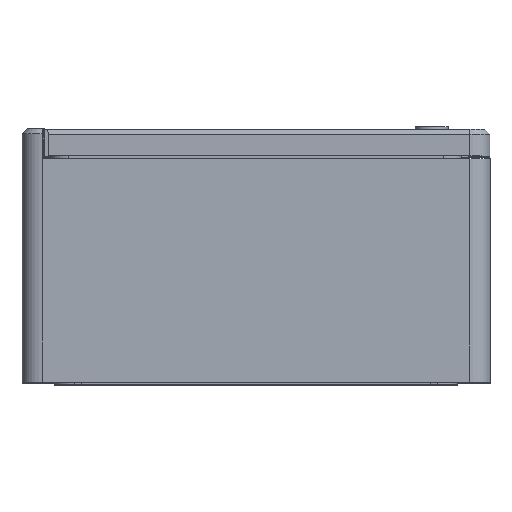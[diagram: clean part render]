
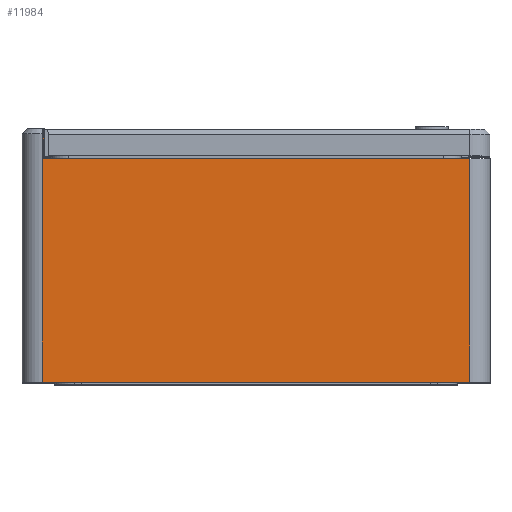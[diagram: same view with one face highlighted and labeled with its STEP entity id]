
A CAD part, top view. The second image highlights one B-rep face of the part: STEP entity #11984.
In plain terms, the highlighted planar face has unit normal (0, 0, 1).
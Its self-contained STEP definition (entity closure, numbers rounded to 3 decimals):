
#899 = LINE ( 'NONE', #45355, #1949 ) ;
#1949 = VECTOR ( 'NONE', #17318, 1000. ) ;
#2999 = EDGE_CURVE ( 'NONE', #26252, #6140, #39706, .T. ) ;
#3620 = DIRECTION ( 'NONE',  ( -1., 0., 0. ) ) ;
#3635 = CARTESIAN_POINT ( 'NONE',  ( 160., 167., 250. ) ) ;
#4123 = CARTESIAN_POINT ( 'NONE',  ( -159., 167., 250. ) ) ;
#5614 = CARTESIAN_POINT ( 'NONE',  ( -160., 185.7, 250. ) ) ;
#6140 = VERTEX_POINT ( 'NONE', #5614 ) ;
#6157 = EDGE_LOOP ( 'NONE', ( #34574, #37533, #27627, #36825, #26862, #22298 ) ) ;
#6236 = CARTESIAN_POINT ( 'NONE',  ( 160., 0., 250. ) ) ;
#6699 = EDGE_CURVE ( 'NONE', #50188, #16232, #44434, .T. ) ;
#7180 = CARTESIAN_POINT ( 'NONE',  ( 160., 185.7, 250. ) ) ;
#7330 = LINE ( 'NONE', #3635, #38558 ) ;
#7581 = DIRECTION ( 'NONE',  ( 0., 0., -1. ) ) ;
#8919 = VERTEX_POINT ( 'NONE', #30420 ) ;
#11557 = CARTESIAN_POINT ( 'NONE',  ( 160., 167., 250. ) ) ;
#11984 = ADVANCED_FACE ( 'NONE', ( #32176 ), #47802, .F. ) ;
#14405 = DIRECTION ( 'NONE',  ( 0., 1., 0. ) ) ;
#16232 = VERTEX_POINT ( 'NONE', #26798 ) ;
#16608 = VECTOR ( 'NONE', #14405, 1000. ) ;
#17318 = DIRECTION ( 'NONE',  ( 1., 0., 0. ) ) ;
#17381 = VECTOR ( 'NONE', #32254, 1000. ) ;
#21070 = VECTOR ( 'NONE', #47123, 1000. ) ;
#22298 = ORIENTED_EDGE ( 'NONE', *, *, #38805, .F. ) ;
#22399 = DIRECTION ( 'NONE',  ( 0., -1., 0. ) ) ;
#23373 = EDGE_CURVE ( 'NONE', #8919, #24401, #899, .T. ) ;
#23576 = AXIS2_PLACEMENT_3D ( 'NONE', #11557, #7581, #3620 ) ;
#24077 = CARTESIAN_POINT ( 'NONE',  ( 160., 167., 250. ) ) ;
#24401 = VERTEX_POINT ( 'NONE', #6236 ) ;
#24524 = DIRECTION ( 'NONE',  ( 0., -1., 0. ) ) ;
#26252 = VERTEX_POINT ( 'NONE', #49976 ) ;
#26739 = VECTOR ( 'NONE', #22399, 1000. ) ;
#26798 = CARTESIAN_POINT ( 'NONE',  ( 160., 167., 250. ) ) ;
#26862 = ORIENTED_EDGE ( 'NONE', *, *, #23373, .T. ) ;
#27627 = ORIENTED_EDGE ( 'NONE', *, *, #2999, .T. ) ;
#30420 = CARTESIAN_POINT ( 'NONE',  ( -160., 0., 250. ) ) ;
#31117 = LINE ( 'NONE', #41984, #26739 ) ;
#32176 = FACE_OUTER_BOUND ( 'NONE', #6157, .T. ) ;
#32254 = DIRECTION ( 'NONE',  ( 1., 0., 0. ) ) ;
#34501 = LINE ( 'NONE', #42178, #16608 ) ;
#34574 = ORIENTED_EDGE ( 'NONE', *, *, #6699, .F. ) ;
#36825 = ORIENTED_EDGE ( 'NONE', *, *, #40514, .T. ) ;
#37533 = ORIENTED_EDGE ( 'NONE', *, *, #39083, .T. ) ;
#38558 = VECTOR ( 'NONE', #24524, 1000. ) ;
#38805 = EDGE_CURVE ( 'NONE', #16232, #24401, #7330, .T. ) ;
#39083 = EDGE_CURVE ( 'NONE', #50188, #26252, #34501, .T. ) ;
#39706 = LINE ( 'NONE', #7180, #21070 ) ;
#40514 = EDGE_CURVE ( 'NONE', #6140, #8919, #31117, .T. ) ;
#41984 = CARTESIAN_POINT ( 'NONE',  ( -160., 167., 250. ) ) ;
#42178 = CARTESIAN_POINT ( 'NONE',  ( -159., 167., 250. ) ) ;
#44434 = LINE ( 'NONE', #24077, #17381 ) ;
#45355 = CARTESIAN_POINT ( 'NONE',  ( 160., 0., 250. ) ) ;
#47123 = DIRECTION ( 'NONE',  ( -1., 0., 0. ) ) ;
#47802 = PLANE ( 'NONE',  #23576 ) ;
#49976 = CARTESIAN_POINT ( 'NONE',  ( -159., 185.7, 250. ) ) ;
#50188 = VERTEX_POINT ( 'NONE', #4123 ) ;
